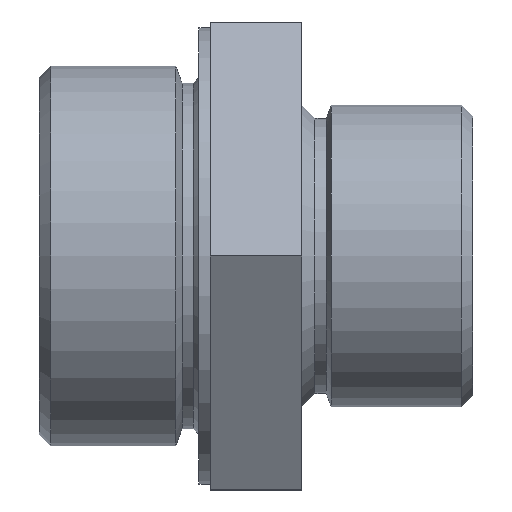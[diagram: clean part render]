
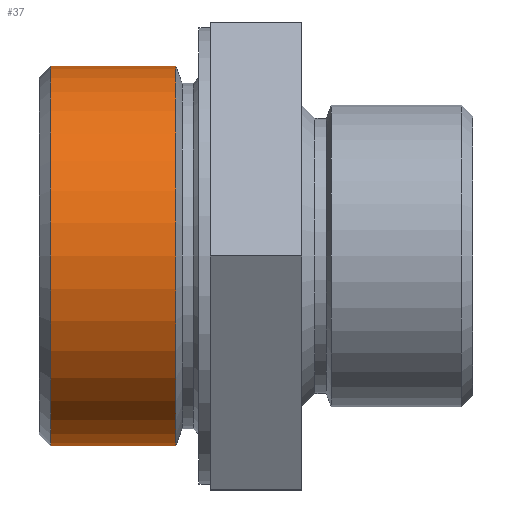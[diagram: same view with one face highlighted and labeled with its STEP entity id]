
A CAD part, front view. The second image highlights one B-rep face of the part: STEP entity #37.
In plain terms, the highlighted cylindrical face has radius 16.625 mm (diameter 33.25 mm), a full revolution.
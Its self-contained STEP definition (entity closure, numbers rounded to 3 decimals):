
#21 = DIRECTION ( 'NONE',  ( 1., 0., 0. ) ) ;
#37 = ADVANCED_FACE ( 'NONE', ( #628, #324 ), #173, .T. ) ;
#77 = AXIS2_PLACEMENT_3D ( 'NONE', #275, #340, #349 ) ;
#87 = CARTESIAN_POINT ( 'NONE',  ( 104., 0., 0. ) ) ;
#164 = CARTESIAN_POINT ( 'NONE',  ( 114.981, 16.625, 0. ) ) ;
#173 = CYLINDRICAL_SURFACE ( 'NONE', #77, 16.625 ) ;
#201 = ORIENTED_EDGE ( 'NONE', *, *, #574, .F. ) ;
#255 = DIRECTION ( 'NONE',  ( 0., 1., 0. ) ) ;
#275 = CARTESIAN_POINT ( 'NONE',  ( 142.9, 0., 0. ) ) ;
#279 = EDGE_CURVE ( 'NONE', #580, #580, #652, .T. ) ;
#324 = FACE_OUTER_BOUND ( 'NONE', #500, .T. ) ;
#340 = DIRECTION ( 'NONE',  ( -1., 0., 0. ) ) ;
#349 = DIRECTION ( 'NONE',  ( 0., 0., 1. ) ) ;
#442 = DIRECTION ( 'NONE',  ( 0., 0., 1. ) ) ;
#458 = CARTESIAN_POINT ( 'NONE',  ( 104., 0., 16.625 ) ) ;
#486 = CIRCLE ( 'NONE', #847, 16.625 ) ;
#500 = EDGE_LOOP ( 'NONE', ( #529 ) ) ;
#529 = ORIENTED_EDGE ( 'NONE', *, *, #279, .T. ) ;
#553 = CARTESIAN_POINT ( 'NONE',  ( 114.981, 0., 0. ) ) ;
#554 = DIRECTION ( 'NONE',  ( 1., 0., 0. ) ) ;
#574 = EDGE_CURVE ( 'NONE', #818, #818, #486, .T. ) ;
#580 = VERTEX_POINT ( 'NONE', #458 ) ;
#611 = AXIS2_PLACEMENT_3D ( 'NONE', #87, #21, #442 ) ;
#628 = FACE_OUTER_BOUND ( 'NONE', #700, .T. ) ;
#652 = CIRCLE ( 'NONE', #611, 16.625 ) ;
#700 = EDGE_LOOP ( 'NONE', ( #201 ) ) ;
#818 = VERTEX_POINT ( 'NONE', #164 ) ;
#847 = AXIS2_PLACEMENT_3D ( 'NONE', #553, #554, #255 ) ;
